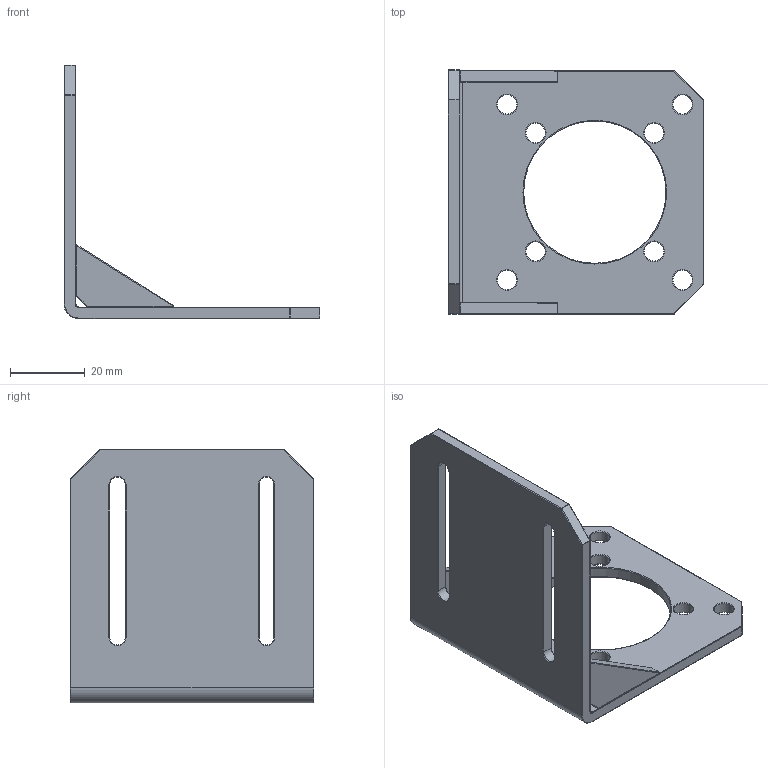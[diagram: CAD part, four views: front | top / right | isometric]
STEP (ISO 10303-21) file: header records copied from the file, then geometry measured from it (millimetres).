
FILE_DESCRIPTION(/* description */ (''),/* implementation_level */ '2;1');
FILE_NAME(/* name */ 'STEPPERONLINE Halterung für Nema 23 v1.step',/* time_stamp */ '2021-12-09T15:58:35+01:00',/* author */ (''),/* organization */ (''),/* preprocessor_version */ 'ST-DEVELOPER v18.1',/* originating_system */ 'Autodesk Translation Framework v10.10.0.1391',/* authorisation */ '');
FILE_SCHEMA (('AUTOMOTIVE_DESIGN { 1 0 10303 214 3 1 1 }'));
Length unit declared in the file: millimetre
Products named in the file (3): STEPPERONLINE Halterung für Nema 23; Komponente1; Komponente1(Spiegeln)
Assembly tree (2 placements, depth 2):
  STEPPERONLINE Halterung für Nema 23
    Komponente1
    Komponente1(Spiegeln)
Bounding box: 68.7 x 65.45 x 68.08 mm (x, y, z)
Volume: 23165.1 mm3; surface area: 17511.5 mm2
Topology: 3 solids, 3 shells, 165 faces, 348 edges, 189 vertices
Faces by surface type: cylinder 75, sphere 32, torus 30, plane 28
Full cylindrical faces by diameter (mm): 5.2 x8, 38.2 x1
Entity records: 4494 total; most frequent: DIRECTION 895, CARTESIAN_POINT 707, ORIENTED_EDGE 696, AXIS2_PLACEMENT_3D 377, EDGE_CURVE 348, CIRCLE 207, VERTEX_POINT 189, EDGE_LOOP 187
